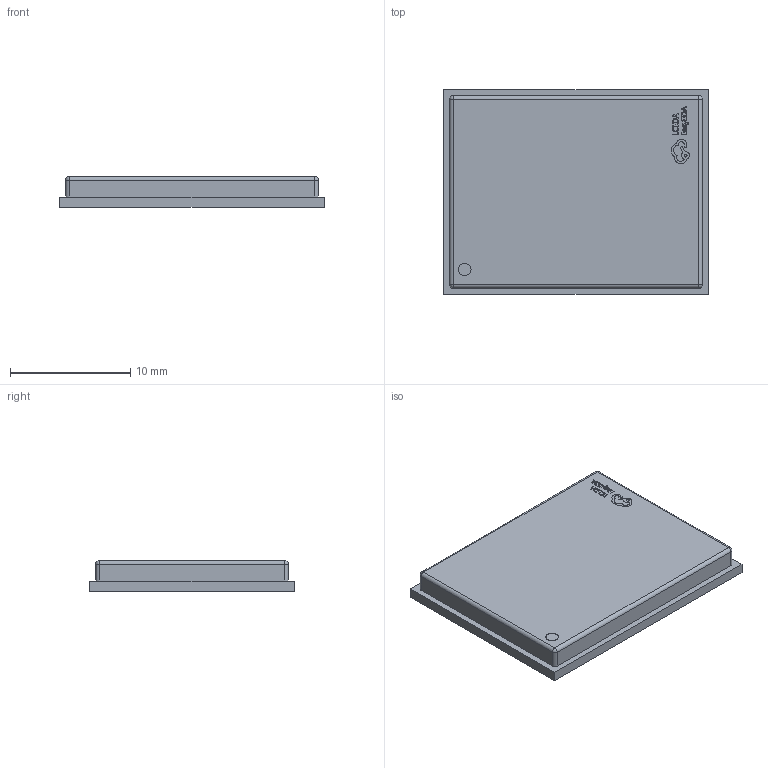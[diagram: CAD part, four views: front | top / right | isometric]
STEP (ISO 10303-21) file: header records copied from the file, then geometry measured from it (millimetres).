
FILE_DESCRIPTION (( 'STEP AP214' ), '1' );
FILE_NAME ('LCC-LGA-102_L22.0-W17.0_FM660.step', '2022-07-04T13:15:11', ( '' ), ( '' ), 'SwSTEP 2.0', 'SolidWorks 2020', '' );
FILE_SCHEMA (( 'AUTOMOTIVE_DESIGN' ));
Length unit declared in the file: millimetre
Products named in the file (1): LCC-LGA-102_L22.0-W17.0_FM660
Bounding box: 22 x 17 x 2.57 mm (x, y, z)
Volume: 890 mm3; surface area: 939 mm2
Topology: 1 solids, 1 shells, 765 faces, 1909 edges, 1266 vertices
Faces by surface type: plane 653, bspline 98, cylinder 10, sphere 4
Entity records: 31324 total; most frequent: CARTESIAN_POINT 5243, ORIENTED_EDGE 3810, DIRECTION 3061, EDGE_CURVE 1905, VECTOR 1685, LINE 1685, VERTEX_POINT 1266, EDGE_LOOP 889
